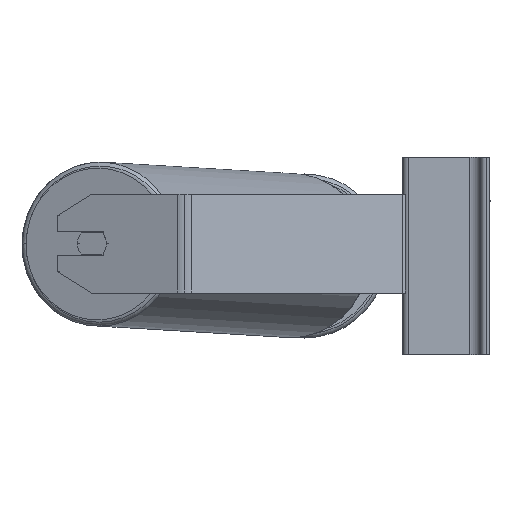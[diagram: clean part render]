
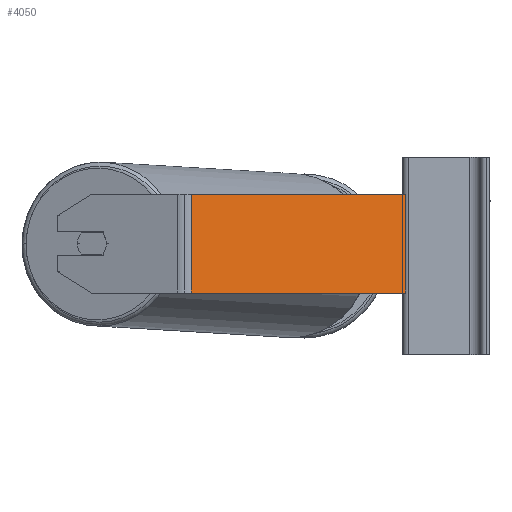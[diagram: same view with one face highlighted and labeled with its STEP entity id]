
A CAD part, left-side view. The second image highlights one B-rep face of the part: STEP entity #4050.
In plain terms, the highlighted planar face has unit normal (-0.94, -0.342, 0).
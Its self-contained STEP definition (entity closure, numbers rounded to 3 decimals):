
#394 = AXIS2_PLACEMENT_3D ( 'NONE', #4596, #10451, #3685 ) ;
#669 = DIRECTION ( 'NONE',  ( 0.342, -0.94, 0. ) ) ;
#814 = ORIENTED_EDGE ( 'NONE', *, *, #2463, .F. ) ;
#1525 = DIRECTION ( 'NONE',  ( 0.342, -0.94, 0. ) ) ;
#1597 = VECTOR ( 'NONE', #5084, 1000. ) ;
#1696 = CARTESIAN_POINT ( 'NONE',  ( -752.651, 194.901, 50. ) ) ;
#1800 = CARTESIAN_POINT ( 'NONE',  ( -750.659, 189.428, 50. ) ) ;
#2350 = LINE ( 'NONE', #1696, #2667 ) ;
#2463 = EDGE_CURVE ( 'NONE', #4421, #5988, #8392, .T. ) ;
#2464 = CARTESIAN_POINT ( 'NONE',  ( -750.659, 189.428, 50. ) ) ;
#2483 = ORIENTED_EDGE ( 'NONE', *, *, #3973, .T. ) ;
#2667 = VECTOR ( 'NONE', #1525, 1000. ) ;
#3431 = CARTESIAN_POINT ( 'NONE',  ( -687.518, 15.948, 50. ) ) ;
#3685 = DIRECTION ( 'NONE',  ( -0.342, 0.94, 0. ) ) ;
#3724 = LINE ( 'NONE', #4783, #4880 ) ;
#3973 = EDGE_CURVE ( 'NONE', #6841, #10363, #5189, .T. ) ;
#4050 = ADVANCED_FACE ( 'NONE', ( #7014 ), #4542, .F. ) ;
#4292 = DIRECTION ( 'NONE',  ( 0., 0., -1. ) ) ;
#4421 = VERTEX_POINT ( 'NONE', #7749 ) ;
#4542 = PLANE ( 'NONE',  #394 ) ;
#4596 = CARTESIAN_POINT ( 'NONE',  ( -752.651, 194.901, 50. ) ) ;
#4783 = CARTESIAN_POINT ( 'NONE',  ( -752.651, 194.901, -30. ) ) ;
#4880 = VECTOR ( 'NONE', #669, 1000. ) ;
#5084 = DIRECTION ( 'NONE',  ( 0., 0., -1. ) ) ;
#5189 = LINE ( 'NONE', #1800, #1597 ) ;
#5988 = VERTEX_POINT ( 'NONE', #8664 ) ;
#6841 = VERTEX_POINT ( 'NONE', #2464 ) ;
#6904 = CARTESIAN_POINT ( 'NONE',  ( -750.659, 189.428, -30. ) ) ;
#7014 = FACE_OUTER_BOUND ( 'NONE', #9142, .T. ) ;
#7428 = VECTOR ( 'NONE', #4292, 1000. ) ;
#7749 = CARTESIAN_POINT ( 'NONE',  ( -687.518, 15.948, 50. ) ) ;
#7829 = EDGE_CURVE ( 'NONE', #10363, #5988, #3724, .T. ) ;
#8278 = EDGE_CURVE ( 'NONE', #6841, #4421, #2350, .T. ) ;
#8392 = LINE ( 'NONE', #3431, #7428 ) ;
#8664 = CARTESIAN_POINT ( 'NONE',  ( -687.518, 15.948, -30. ) ) ;
#9142 = EDGE_LOOP ( 'NONE', ( #9633, #814, #9174, #2483 ) ) ;
#9174 = ORIENTED_EDGE ( 'NONE', *, *, #8278, .F. ) ;
#9633 = ORIENTED_EDGE ( 'NONE', *, *, #7829, .T. ) ;
#10363 = VERTEX_POINT ( 'NONE', #6904 ) ;
#10451 = DIRECTION ( 'NONE',  ( 0.94, 0.342, 0. ) ) ;
